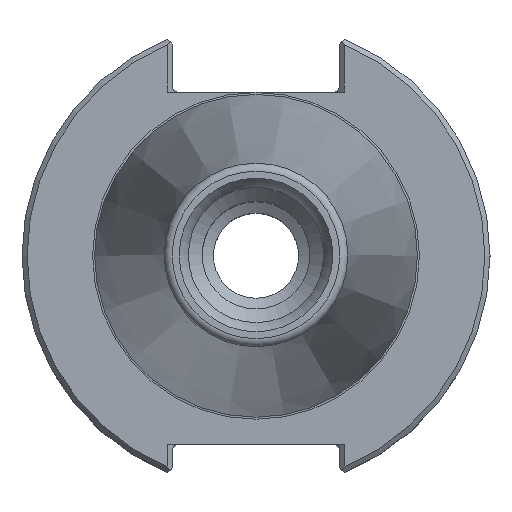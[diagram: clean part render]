
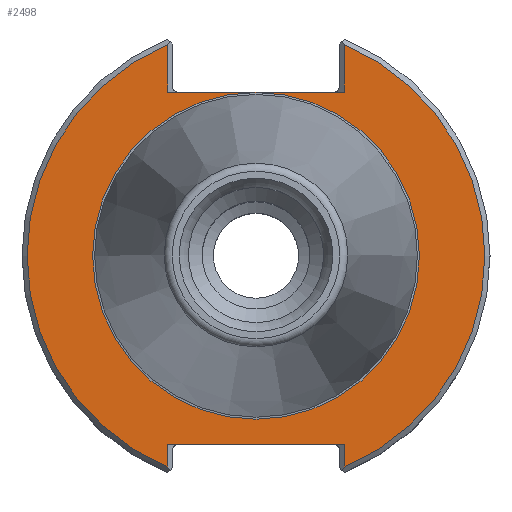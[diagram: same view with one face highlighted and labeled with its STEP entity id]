
A CAD part, top view. The second image highlights one B-rep face of the part: STEP entity #2498.
In plain terms, the highlighted planar face has unit normal (0, 0, 1).
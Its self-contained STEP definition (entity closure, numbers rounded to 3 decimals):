
#153=LINE('',#3821,#228);
#155=LINE('',#3825,#230);
#157=LINE('',#3834,#232);
#177=LINE('',#3932,#252);
#178=LINE('',#3934,#253);
#179=LINE('',#3936,#254);
#228=VECTOR('',#3011,1000.);
#230=VECTOR('',#3015,1000.);
#232=VECTOR('',#3019,1000.);
#252=VECTOR('',#3075,1000.);
#253=VECTOR('',#3076,1000.);
#254=VECTOR('',#3077,1000.);
#295=PLANE('',#2674);
#731=ORIENTED_EDGE('',*,*,#992,.T.);
#732=ORIENTED_EDGE('',*,*,#988,.T.);
#733=ORIENTED_EDGE('',*,*,#985,.F.);
#734=ORIENTED_EDGE('',*,*,#983,.T.);
#735=ORIENTED_EDGE('',*,*,#1010,.T.);
#736=ORIENTED_EDGE('',*,*,#1022,.T.);
#737=ORIENTED_EDGE('',*,*,#1023,.F.);
#738=ORIENTED_EDGE('',*,*,#1024,.T.);
#739=ORIENTED_EDGE('',*,*,#981,.F.);
#981=EDGE_CURVE('',#1179,#1179,#1281,.T.);
#983=EDGE_CURVE('',#1181,#1180,#153,.T.);
#985=EDGE_CURVE('',#1181,#1182,#155,.T.);
#988=EDGE_CURVE('',#1183,#1182,#157,.T.);
#992=EDGE_CURVE('',#1186,#1183,#1282,.T.);
#1010=EDGE_CURVE('',#1180,#1197,#1283,.T.);
#1022=EDGE_CURVE('',#1197,#1204,#177,.T.);
#1023=EDGE_CURVE('',#1205,#1204,#178,.T.);
#1024=EDGE_CURVE('',#1205,#1186,#179,.T.);
#1179=VERTEX_POINT('',#3814);
#1180=VERTEX_POINT('',#3820);
#1181=VERTEX_POINT('',#3822);
#1182=VERTEX_POINT('',#3826);
#1183=VERTEX_POINT('',#3833);
#1186=VERTEX_POINT('',#3846);
#1197=VERTEX_POINT('',#3895);
#1204=VERTEX_POINT('',#3933);
#1205=VERTEX_POINT('',#3935);
#1281=CIRCLE('',#2653,16.068);
#1282=CIRCLE('',#2659,22.515);
#1283=CIRCLE('',#2666,22.515);
#1421=EDGE_LOOP('',(#731,#732,#733,#734,#735,#736,#737,#738));
#1422=EDGE_LOOP('',(#739));
#1579=FACE_BOUND('',#1421,.T.);
#1580=FACE_BOUND('',#1422,.T.);
#2498=ADVANCED_FACE('',(#1579,#1580),#295,.T.);
#2653=AXIS2_PLACEMENT_3D('',#3813,#3007,#3008);
#2659=AXIS2_PLACEMENT_3D('',#3845,#3026,#3027);
#2666=AXIS2_PLACEMENT_3D('',#3896,#3052,#3053);
#2674=AXIS2_PLACEMENT_3D('',#3931,#3073,#3074);
#3007=DIRECTION('',(0.,0.,1.));
#3008=DIRECTION('',(1.,0.,0.));
#3011=DIRECTION('',(0.,-1.,0.));
#3015=DIRECTION('',(-1.,0.,0.));
#3019=DIRECTION('',(0.,1.,0.));
#3026=DIRECTION('',(0.,0.,1.));
#3027=DIRECTION('',(1.,0.,0.));
#3052=DIRECTION('',(0.,0.,1.));
#3053=DIRECTION('',(1.,0.,0.));
#3073=DIRECTION('',(0.,0.,1.));
#3074=DIRECTION('',(1.,0.,0.));
#3075=DIRECTION('',(0.,-1.,0.));
#3076=DIRECTION('',(1.,0.,0.));
#3077=DIRECTION('',(0.,1.,0.));
#3813=CARTESIAN_POINT('',(0.,0.,-3.17));
#3814=CARTESIAN_POINT('',(16.068,0.,-3.17));
#3820=CARTESIAN_POINT('',(8.69,-20.77,-3.17));
#3821=CARTESIAN_POINT('',(8.69,-21.653,-3.17));
#3822=CARTESIAN_POINT('',(8.69,-18.52,-3.17));
#3825=CARTESIAN_POINT('',(8.19,-18.52,-3.17));
#3826=CARTESIAN_POINT('',(-8.69,-18.52,-3.17));
#3833=CARTESIAN_POINT('',(-8.69,-20.77,-3.17));
#3834=CARTESIAN_POINT('',(-8.69,-18.52,-3.17));
#3845=CARTESIAN_POINT('',(0.,0.,-3.17));
#3846=CARTESIAN_POINT('',(-8.69,20.77,-3.17));
#3895=CARTESIAN_POINT('',(8.69,20.77,-3.17));
#3896=CARTESIAN_POINT('',(0.,0.,-3.17));
#3931=CARTESIAN_POINT('',(16.068,0.,-3.17));
#3932=CARTESIAN_POINT('',(8.69,16.11,-3.17));
#3933=CARTESIAN_POINT('',(8.69,16.11,-3.17));
#3934=CARTESIAN_POINT('',(-8.19,16.11,-3.17));
#3935=CARTESIAN_POINT('',(-8.69,16.11,-3.17));
#3936=CARTESIAN_POINT('',(-8.69,21.653,-3.17));
